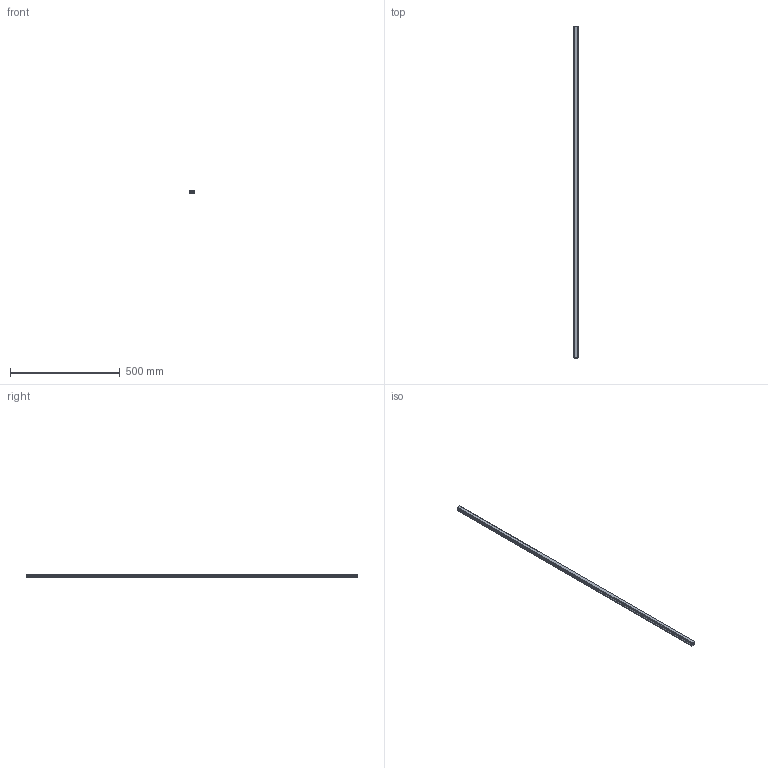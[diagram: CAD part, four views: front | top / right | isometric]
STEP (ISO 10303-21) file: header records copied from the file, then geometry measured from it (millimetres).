
FILE_DESCRIPTION(('STEP AP214'),'1');
FILE_NAME('cctmp_83899790-CC44-41C2-8A0F-64E18CED27D0_2021_01_22_14_00_56_0273..stp','2021-01-22T13:00:56',('HIWIN GmbH'),('CADClick - www.CADClick.com'),'Spatial InterOp 3D',' ','unknown authorization');
FILE_SCHEMA(('AUTOMOTIVE_DESIGN'));
Length unit declared in the file: millimetre
Products named in the file (1): HGR20T1510C_FILE
Bounding box: 20 x 1510 x 17.5 mm (x, y, z)
Volume: 446018.9 mm3; surface area: 120613.3 mm2
Topology: 1 solids, 1 shells, 207 faces, 553 edges, 327 vertices
Faces by surface type: plane 85, cylinder 72, cone 50
Entity records: 7721 total; most frequent: DIRECTION 1063, CARTESIAN_POINT 1038, ORIENTED_EDGE 1006, EDGE_CURVE 503, LINE 359, VECTOR 359, AXIS2_PLACEMENT_3D 352, VERTEX_POINT 327
